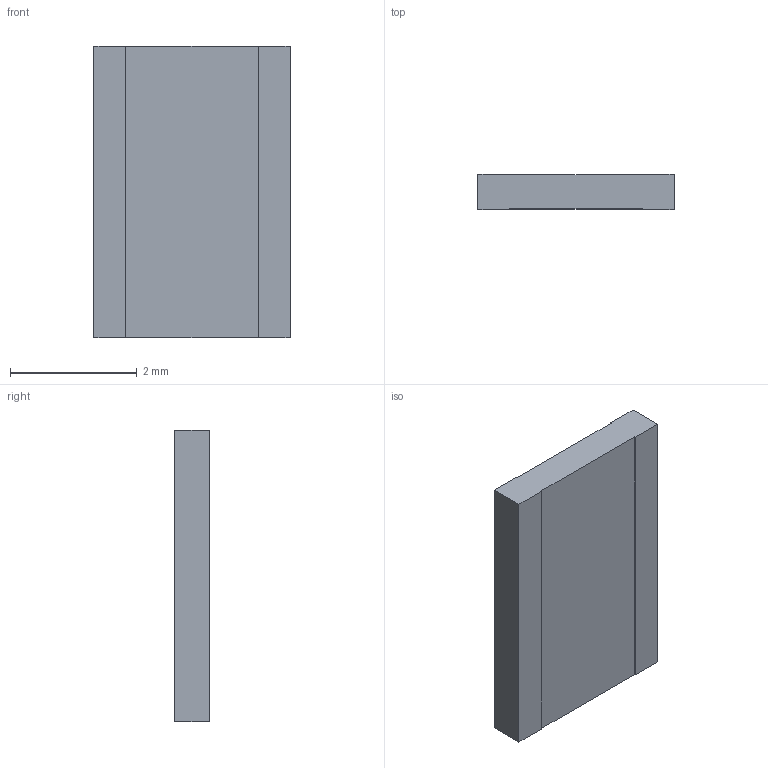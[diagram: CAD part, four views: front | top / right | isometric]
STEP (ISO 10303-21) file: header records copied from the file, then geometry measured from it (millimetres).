
FILE_DESCRIPTION((''),'2;1');
FILE_NAME('RSMD-1218_L3-1_W4-6_H0-55','2021-12-11T',('Dragos'),(''),'PRO/ENGINEER BY PARAMETRIC TECHNOLOGY CORPORATION, 2004440','PRO/ENGINEER BY PARAMETRIC TECHNOLOGY CORPORATION, 2004440','');
FILE_SCHEMA(('AUTOMOTIVE_DESIGN { 1 0 10303 214 1 1 1 1 }'));
Length unit declared in the file: millimetre
Products named in the file (1): RSMD-1218_L3-1_W4-6_H0-55
Bounding box: 3.1 x 0.55 x 4.6 mm (x, y, z)
Volume: 7.7 mm3; surface area: 37.1 mm2
Topology: 1 solids, 1 shells, 156 faces, 438 edges, 292 vertices
Faces by surface type: plane 156
Entity records: 6525 total; most frequent: CARTESIAN_POINT 888, ORIENTED_EDGE 876, DIRECTION 752, PRESENTATION_STYLE_ASSIGNMENT 459, STYLED_ITEM 440, CURVE_STYLE 439, VECTOR 438, LINE 438
